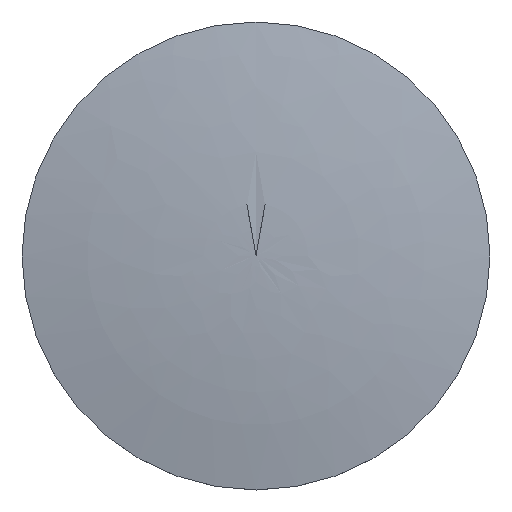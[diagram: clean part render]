
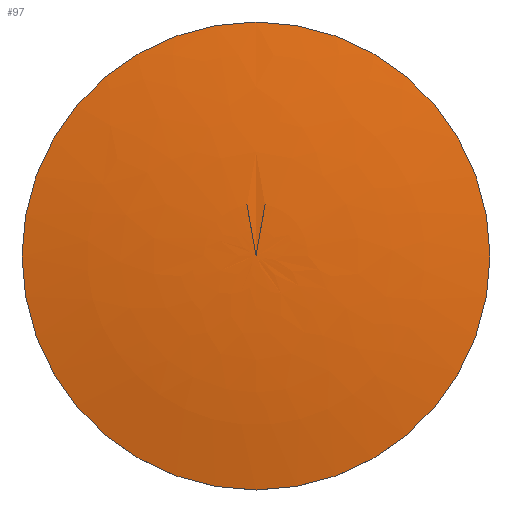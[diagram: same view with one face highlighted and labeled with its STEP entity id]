
A CAD part, top view. The second image highlights one B-rep face of the part: STEP entity #97.
In plain terms, the highlighted face is a revolution surface.
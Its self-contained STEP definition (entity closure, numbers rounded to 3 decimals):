
#97=ADVANCED_FACE('',(#105,#106),#107,.T.);
#105=FACE_BOUND('',#114,.T.);
#106=FACE_BOUND('',#115,.T.);
#107=SURFACE_OF_REVOLUTION('',#116,#117);
#114=VERTEX_LOOP('',#127);
#115=EDGE_LOOP('',(#128));
#116=B_SPLINE_CURVE_WITH_KNOTS('',3,(#129,#130,#131,#132,#133,#134,#135,#136,#137,#138,#139,#140,#141,#142,#143,#144,#145,#146,#147,#148,#149,#150,#151,#152,#153,#154,#155,#156,#157,#158,#159,#160,#161,#162,#163,#164,#165,#166,#167,#168,#169,#170,#171,#172,#173,#174,#175,#176,#177,#178,#179,#180,#181,#182,#183,#184,#185,#186,#187,#188,#189,#190,#191,#192,#193,#194,#195,#196,#197,#198,#199,#200,#201,#202,#203,#204,#205,#206,#207,#208,#209,#210,#211,#212,#213,#214,#215,#216,#217,#218,#219,#220,#221,#222,#223,#224,#225,#226,#227,#228,#229,#230,#231,#232,#233,#234,#235,#236,#237,#238,#239,#240,#241,#242,#243,#244,#245,#246,#247,#248,#249,#250,#251,#252,#253,#254,#255,#256,#257,#258),.UNSPECIFIED.,.F.,.F.,(4,2,2,2,2,2,2,2,2,2,2,2,2,2,2,2,2,2,2,2,2,2,2,2,2,2,2,2,2,2,2,2,2,2,2,2,2,2,2,2,2,2,2,2,2,2,2,2,2,2,2,2,2,2,2,2,2,2,2,2,2,2,2,2,4),(0.0,0.016,0.031,0.047,0.063,0.078,0.094,0.109,0.125,0.141,0.156,0.172,0.188,0.203,0.219,0.234,0.25,0.266,0.281,0.297,0.313,0.328,0.344,0.359,0.375,0.391,0.406,0.422,0.438,0.453,0.469,0.484,0.5,0.516,0.531,0.547,0.563,0.578,0.594,0.609,0.625,0.641,0.656,0.672,0.688,0.703,0.719,0.734,0.75,0.766,0.781,0.797,0.813,0.828,0.844,0.859,0.875,0.891,0.906,0.922,0.938,0.953,0.969,0.984,1.0),.UNSPECIFIED.);
#117=AXIS1_PLACEMENT('',#259,#260);
#127=VERTEX_POINT('',#263);
#128=ORIENTED_EDGE('',*,*,#261,.F.);
#129=CARTESIAN_POINT('',(0.0,0.0,13.359));
#130=CARTESIAN_POINT('',(0.0,0.447,13.359));
#131=CARTESIAN_POINT('',(0.0,0.894,13.358));
#132=CARTESIAN_POINT('',(0.0,1.789,13.355));
#133=CARTESIAN_POINT('',(0.0,2.236,13.353));
#134=CARTESIAN_POINT('',(0.0,3.13,13.347));
#135=CARTESIAN_POINT('',(0.0,3.577,13.343));
#136=CARTESIAN_POINT('',(0.0,4.471,13.335));
#137=CARTESIAN_POINT('',(0.0,4.918,13.329));
#138=CARTESIAN_POINT('',(0.0,5.813,13.318));
#139=CARTESIAN_POINT('',(0.0,6.26,13.311));
#140=CARTESIAN_POINT('',(0.0,7.154,13.296));
#141=CARTESIAN_POINT('',(0.0,7.601,13.288));
#142=CARTESIAN_POINT('',(0.0,8.496,13.27));
#143=CARTESIAN_POINT('',(0.0,8.943,13.261));
#144=CARTESIAN_POINT('',(0.0,9.837,13.24));
#145=CARTESIAN_POINT('',(0.0,10.284,13.229));
#146=CARTESIAN_POINT('',(0.0,11.178,13.205));
#147=CARTESIAN_POINT('',(0.0,11.626,13.193));
#148=CARTESIAN_POINT('',(0.0,12.52,13.166));
#149=CARTESIAN_POINT('',(0.0,12.967,13.152));
#150=CARTESIAN_POINT('',(0.0,13.861,13.122));
#151=CARTESIAN_POINT('',(0.0,14.308,13.107));
#152=CARTESIAN_POINT('',(0.0,15.203,13.075));
#153=CARTESIAN_POINT('',(0.0,15.65,13.058));
#154=CARTESIAN_POINT('',(0.0,16.544,13.022));
#155=CARTESIAN_POINT('',(0.0,16.991,13.004));
#156=CARTESIAN_POINT('',(0.0,17.885,12.966));
#157=CARTESIAN_POINT('',(0.0,18.333,12.946));
#158=CARTESIAN_POINT('',(0.0,19.227,12.904));
#159=CARTESIAN_POINT('',(0.0,19.674,12.883));
#160=CARTESIAN_POINT('',(0.0,20.568,12.839));
#161=CARTESIAN_POINT('',(0.0,21.015,12.816));
#162=CARTESIAN_POINT('',(0.0,21.91,12.769));
#163=CARTESIAN_POINT('',(0.0,22.357,12.745));
#164=CARTESIAN_POINT('',(0.0,23.251,12.695));
#165=CARTESIAN_POINT('',(0.0,23.698,12.67));
#166=CARTESIAN_POINT('',(0.0,24.592,12.617));
#167=CARTESIAN_POINT('',(0.0,25.04,12.59));
#168=CARTESIAN_POINT('',(0.0,25.934,12.534));
#169=CARTESIAN_POINT('',(0.0,26.381,12.506));
#170=CARTESIAN_POINT('',(0.0,27.275,12.447));
#171=CARTESIAN_POINT('',(0.0,27.722,12.418));
#172=CARTESIAN_POINT('',(0.0,28.617,12.356));
#173=CARTESIAN_POINT('',(0.0,29.064,12.325));
#174=CARTESIAN_POINT('',(0.0,29.958,12.261));
#175=CARTESIAN_POINT('',(0.0,30.405,12.228));
#176=CARTESIAN_POINT('',(0.0,31.299,12.161));
#177=CARTESIAN_POINT('',(0.0,31.747,12.127));
#178=CARTESIAN_POINT('',(0.0,32.641,12.058));
#179=CARTESIAN_POINT('',(0.0,33.088,12.022));
#180=CARTESIAN_POINT('',(0.0,33.982,11.95));
#181=CARTESIAN_POINT('',(0.0,34.429,11.913));
#182=CARTESIAN_POINT('',(0.0,35.324,11.837));
#183=CARTESIAN_POINT('',(0.0,35.771,11.799));
#184=CARTESIAN_POINT('',(0.0,36.665,11.721));
#185=CARTESIAN_POINT('',(0.0,37.112,11.681));
#186=CARTESIAN_POINT('',(0.0,38.007,11.601));
#187=CARTESIAN_POINT('',(0.0,38.454,11.56));
#188=CARTESIAN_POINT('',(0.0,39.348,11.476));
#189=CARTESIAN_POINT('',(0.0,39.795,11.434));
#190=CARTESIAN_POINT('',(0.0,40.689,11.348));
#191=CARTESIAN_POINT('',(0.0,41.136,11.304));
#192=CARTESIAN_POINT('',(0.0,42.031,11.215));
#193=CARTESIAN_POINT('',(0.0,42.478,11.17));
#194=CARTESIAN_POINT('',(0.0,43.372,11.079));
#195=CARTESIAN_POINT('',(0.0,43.819,11.032));
#196=CARTESIAN_POINT('',(0.0,44.714,10.938));
#197=CARTESIAN_POINT('',(0.0,45.161,10.89));
#198=CARTESIAN_POINT('',(0.0,46.055,10.794));
#199=CARTESIAN_POINT('',(0.0,46.502,10.744));
#200=CARTESIAN_POINT('',(0.0,47.396,10.645));
#201=CARTESIAN_POINT('',(0.0,47.843,10.595));
#202=CARTESIAN_POINT('',(0.0,48.738,10.493));
#203=CARTESIAN_POINT('',(0.0,49.185,10.441));
#204=CARTESIAN_POINT('',(0.0,50.079,10.336));
#205=CARTESIAN_POINT('',(0.0,50.526,10.283));
#206=CARTESIAN_POINT('',(0.0,51.421,10.176));
#207=CARTESIAN_POINT('',(0.0,51.868,10.122));
#208=CARTESIAN_POINT('',(0.0,52.762,10.012));
#209=CARTESIAN_POINT('',(0.0,53.209,9.957));
#210=CARTESIAN_POINT('',(0.0,54.103,9.845));
#211=CARTESIAN_POINT('',(0.0,54.551,9.788));
#212=CARTESIAN_POINT('',(0.0,55.445,9.673));
#213=CARTESIAN_POINT('',(0.0,55.892,9.615));
#214=CARTESIAN_POINT('',(0.0,56.786,9.498));
#215=CARTESIAN_POINT('',(0.0,57.233,9.439));
#216=CARTESIAN_POINT('',(0.0,58.128,9.319));
#217=CARTESIAN_POINT('',(0.0,58.575,9.258));
#218=CARTESIAN_POINT('',(0.0,59.469,9.136));
#219=CARTESIAN_POINT('',(0.0,59.916,9.075));
#220=CARTESIAN_POINT('',(0.0,60.81,8.95));
#221=CARTESIAN_POINT('',(0.0,61.258,8.887));
#222=CARTESIAN_POINT('',(0.0,62.152,8.76));
#223=CARTESIAN_POINT('',(0.0,62.599,8.696));
#224=CARTESIAN_POINT('',(0.0,63.493,8.567));
#225=CARTESIAN_POINT('',(0.0,63.94,8.501));
#226=CARTESIAN_POINT('',(0.0,64.835,8.37));
#227=CARTESIAN_POINT('',(0.0,65.282,8.303));
#228=CARTESIAN_POINT('',(0.0,66.176,8.169));
#229=CARTESIAN_POINT('',(0.0,66.623,8.101));
#230=CARTESIAN_POINT('',(0.0,67.517,7.965));
#231=CARTESIAN_POINT('',(0.0,67.965,7.896));
#232=CARTESIAN_POINT('',(0.0,68.859,7.757));
#233=CARTESIAN_POINT('',(0.0,69.306,7.687));
#234=CARTESIAN_POINT('',(0.0,70.2,7.546));
#235=CARTESIAN_POINT('',(0.0,70.647,7.475));
#236=CARTESIAN_POINT('',(0.0,71.542,7.332));
#237=CARTESIAN_POINT('',(0.0,71.989,7.26));
#238=CARTESIAN_POINT('',(0.0,72.883,7.114));
#239=CARTESIAN_POINT('',(0.0,73.33,7.041));
#240=CARTESIAN_POINT('',(0.0,74.224,6.893));
#241=CARTESIAN_POINT('',(0.0,74.672,6.819));
#242=CARTESIAN_POINT('',(0.0,75.566,6.669));
#243=CARTESIAN_POINT('',(0.0,76.013,6.593));
#244=CARTESIAN_POINT('',(0.0,76.907,6.441));
#245=CARTESIAN_POINT('',(0.0,77.354,6.365));
#246=CARTESIAN_POINT('',(0.0,78.249,6.21));
#247=CARTESIAN_POINT('',(0.0,78.696,6.133));
#248=CARTESIAN_POINT('',(0.0,79.59,5.976));
#249=CARTESIAN_POINT('',(0.0,80.037,5.897));
#250=CARTESIAN_POINT('',(0.0,80.932,5.739));
#251=CARTESIAN_POINT('',(0.0,81.379,5.659));
#252=CARTESIAN_POINT('',(0.0,82.273,5.498));
#253=CARTESIAN_POINT('',(0.0,82.72,5.418));
#254=CARTESIAN_POINT('',(0.0,83.614,5.255));
#255=CARTESIAN_POINT('',(0.0,84.061,5.173));
#256=CARTESIAN_POINT('',(0.0,84.956,5.008));
#257=CARTESIAN_POINT('',(0.0,85.403,4.925));
#258=CARTESIAN_POINT('',(0.0,85.85,4.842));
#259=CARTESIAN_POINT('',(0.0,0.0,13.359));
#260=DIRECTION('',(-0.0,-0.0,-1.0));
#261=EDGE_CURVE('',#264,#264,#265,.T.);
#263=CARTESIAN_POINT('',(0.0,0.0,13.359));
#264=VERTEX_POINT('',#268);
#265=CIRCLE('',#269,85.);
#268=CARTESIAN_POINT('',(0.,-85.,5.));
#269=AXIS2_PLACEMENT_3D('',#272,#273,#274);
#272=CARTESIAN_POINT('',(0.0,0.0,5.));
#273=DIRECTION('',(0.0,0.0,-1.0));
#274=DIRECTION('',(0.0,1.0,0.0));
